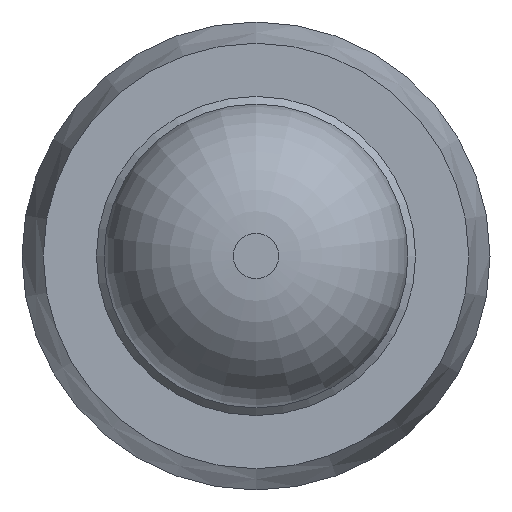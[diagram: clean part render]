
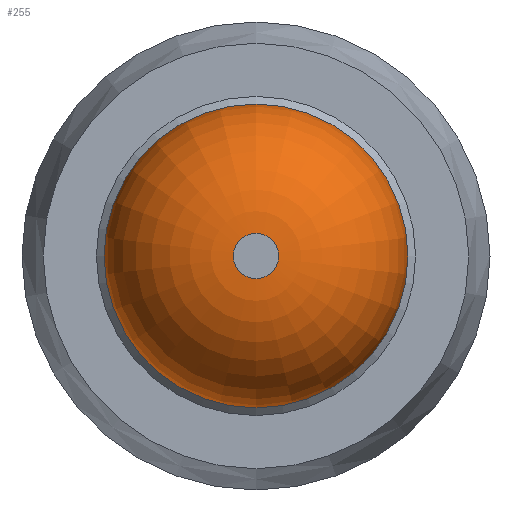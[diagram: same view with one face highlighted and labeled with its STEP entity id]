
A CAD part, left-side view. The second image highlights one B-rep face of the part: STEP entity #255.
In plain terms, the highlighted toroidal (fillet/blend) face has major radius 0.038 mm and minor radius 0.216 mm.
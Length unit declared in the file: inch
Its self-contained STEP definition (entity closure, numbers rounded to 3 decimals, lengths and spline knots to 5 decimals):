
#33 = CARTESIAN_POINT ( 'NONE',  ( -0.2635, 0., 0. ) ) ;
#36 = CARTESIAN_POINT ( 'NONE',  ( -0.2635, 0., 0. ) ) ;
#83 = FACE_OUTER_BOUND ( 'NONE', #376, .T. ) ;
#90 = AXIS2_PLACEMENT_3D ( 'NONE', #33, #94, #175 ) ;
#94 = DIRECTION ( 'NONE',  ( 1., 0., 0. ) ) ;
#106 = DIRECTION ( 'NONE',  ( 1., 0., 0. ) ) ;
#119 = CIRCLE ( 'NONE', #324, 0.0015 ) ;
#143 = ORIENTED_EDGE ( 'NONE', *, *, #186, .T. ) ;
#171 = EDGE_CURVE ( 'NONE', #284, #284, #391, .T. ) ;
#175 = DIRECTION ( 'NONE',  ( 0., 0., -1. ) ) ;
#186 = EDGE_CURVE ( 'NONE', #308, #308, #119, .T. ) ;
#232 = CARTESIAN_POINT ( 'NONE',  ( -0.2635, 0., -0.01 ) ) ;
#255 = ADVANCED_FACE ( 'NONE', ( #453, #83 ), #316, .T. ) ;
#256 = EDGE_LOOP ( 'NONE', ( #143 ) ) ;
#284 = VERTEX_POINT ( 'NONE', #232 ) ;
#308 = VERTEX_POINT ( 'NONE', #375 ) ;
#316 = TOROIDAL_SURFACE ( 'NONE', #402, 0.0015, 0.0085 ) ;
#324 = AXIS2_PLACEMENT_3D ( 'NONE', #430, #365, #326 ) ;
#326 = DIRECTION ( 'NONE',  ( 0., 0., -1. ) ) ;
#347 = ORIENTED_EDGE ( 'NONE', *, *, #171, .F. ) ;
#365 = DIRECTION ( 'NONE',  ( 1., 0., 0. ) ) ;
#375 = CARTESIAN_POINT ( 'NONE',  ( -0.272, 0., -0.0015 ) ) ;
#376 = EDGE_LOOP ( 'NONE', ( #347 ) ) ;
#391 = CIRCLE ( 'NONE', #90, 0.01 ) ;
#402 = AXIS2_PLACEMENT_3D ( 'NONE', #36, #106, #406 ) ;
#406 = DIRECTION ( 'NONE',  ( 0., 0., -1. ) ) ;
#430 = CARTESIAN_POINT ( 'NONE',  ( -0.272, 0., 0. ) ) ;
#453 = FACE_OUTER_BOUND ( 'NONE', #256, .T. ) ;
